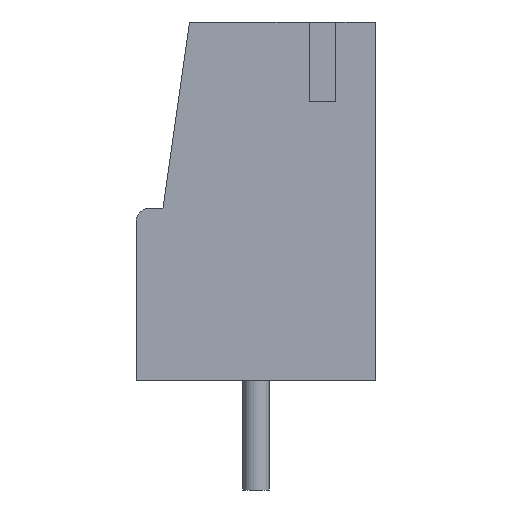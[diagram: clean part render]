
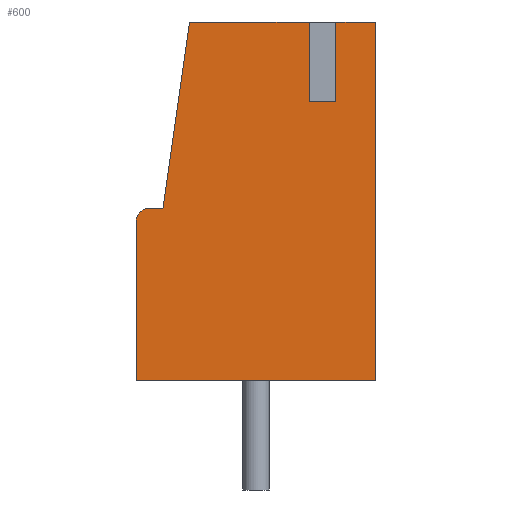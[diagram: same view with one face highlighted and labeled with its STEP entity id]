
A CAD part, front view. The second image highlights one B-rep face of the part: STEP entity #600.
In plain terms, the highlighted planar face has unit normal (0, -1, 0).
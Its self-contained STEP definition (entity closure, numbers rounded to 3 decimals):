
#13=DIRECTION('',(0.,0.,1.));
#14=DIRECTION('',(1.,0.,0.));
#76=VERTEX_POINT('',#77);
#77=CARTESIAN_POINT('',(4.5,-30.,0.));
#80=DIRECTION('',(0.,-1.,0.));
#81=ORIENTED_EDGE('',*,*,#82,.T.);
#82=EDGE_CURVE('',#76,#83,#85,.T.);
#83=VERTEX_POINT('',#84);
#84=CARTESIAN_POINT('',(4.5,-30.,13.5));
#85=LINE('',#77,#86);
#86=VECTOR('',#13,1.);
#97=DIRECTION('',(-1.,0.,0.));
#106=VECTOR('',#14,1.);
#118=VECTOR('',#97,1.);
#411=VERTEX_POINT('',#412);
#412=CARTESIAN_POINT('',(-4.5,-30.,0.));
#413=ORIENTED_EDGE('',*,*,#414,.T.);
#414=EDGE_CURVE('',#411,#76,#415,.T.);
#415=LINE('',#412,#106);
#428=ORIENTED_EDGE('',*,*,#429,.T.);
#429=EDGE_CURVE('',#83,#430,#432,.T.);
#430=VERTEX_POINT('',#431);
#431=CARTESIAN_POINT('',(3.,-30.,13.5));
#432=LINE('',#84,#118);
#446=VERTEX_POINT('',#447);
#447=CARTESIAN_POINT('',(2.,-30.,13.5));
#450=ORIENTED_EDGE('',*,*,#451,.T.);
#451=EDGE_CURVE('',#446,#452,#432,.T.);
#452=VERTEX_POINT('',#453);
#453=CARTESIAN_POINT('',(-2.5,-30.,13.5));
#567=DIRECTION('',(0.,0.,-1.));
#578=VECTOR('',#579,1.);
#579=DIRECTION('',(-0.141,0.,-0.99));
#595=VECTOR('',#567,1.);
#600=ADVANCED_FACE('',(#601),#639,.T.);
#601=FACE_BOUND('',#602,.T.);
#602=EDGE_LOOP('',(#413,#81,#428,#603,#609,#615,#450,#619,#624,#629,#636));
#603=ORIENTED_EDGE('',*,*,#604,.F.);
#604=EDGE_CURVE('',#605,#430,#607,.T.);
#605=VERTEX_POINT('',#606);
#606=CARTESIAN_POINT('',(3.,-30.,10.5));
#607=LINE('',#608,#86);
#608=CARTESIAN_POINT('',(3.,-30.,8.471));
#609=ORIENTED_EDGE('',*,*,#610,.T.);
#610=EDGE_CURVE('',#605,#611,#613,.T.);
#611=VERTEX_POINT('',#612);
#612=CARTESIAN_POINT('',(2.,-30.,10.5));
#613=LINE('',#614,#118);
#614=CARTESIAN_POINT('',(1.163,-30.,10.5));
#615=ORIENTED_EDGE('',*,*,#616,.T.);
#616=EDGE_CURVE('',#611,#446,#617,.T.);
#617=LINE('',#618,#86);
#618=CARTESIAN_POINT('',(2.,-30.,8.471));
#619=ORIENTED_EDGE('',*,*,#620,.T.);
#620=EDGE_CURVE('',#452,#621,#623,.T.);
#621=VERTEX_POINT('',#622);
#622=CARTESIAN_POINT('',(-3.5,-30.,6.5));
#623=LINE('',#453,#578);
#624=ORIENTED_EDGE('',*,*,#625,.T.);
#625=EDGE_CURVE('',#621,#626,#628,.T.);
#626=VERTEX_POINT('',#627);
#627=CARTESIAN_POINT('',(-4.,-30.,6.5));
#628=LINE('',#622,#118);
#629=ORIENTED_EDGE('',*,*,#630,.T.);
#630=EDGE_CURVE('',#626,#631,#633,.T.);
#631=VERTEX_POINT('',#632);
#632=CARTESIAN_POINT('',(-4.5,-30.,6.));
#633=ELLIPSE('',#634,0.5,0.5);
#634=AXIS2_PLACEMENT_3D('',#635,#80,#14);
#635=CARTESIAN_POINT('',(-4.,-30.,6.));
#636=ORIENTED_EDGE('',*,*,#637,.T.);
#637=EDGE_CURVE('',#631,#411,#638,.T.);
#638=LINE('',#632,#595);
#639=PLANE('',#640);
#640=AXIS2_PLACEMENT_3D('',#641,#80,#567);
#641=CARTESIAN_POINT('',(0.326,-30.,6.442));
